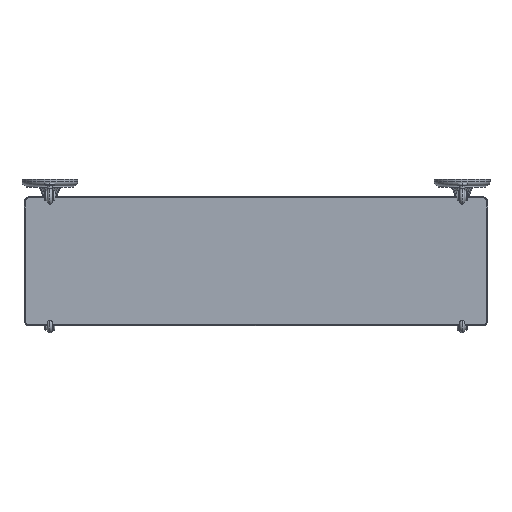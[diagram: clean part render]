
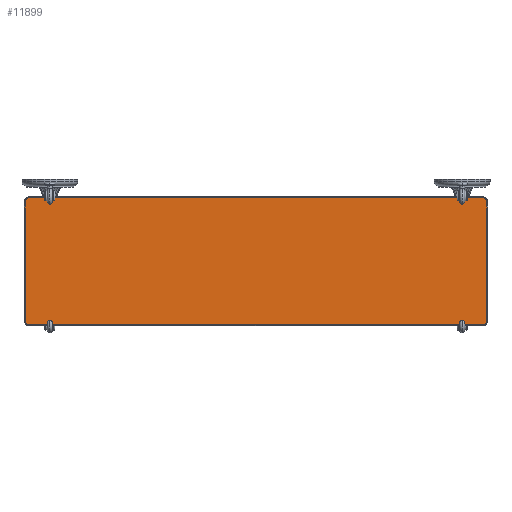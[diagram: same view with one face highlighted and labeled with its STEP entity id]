
A CAD part, top view. The second image highlights one B-rep face of the part: STEP entity #11899.
In plain terms, the highlighted planar face has unit normal (0, 0, 1).
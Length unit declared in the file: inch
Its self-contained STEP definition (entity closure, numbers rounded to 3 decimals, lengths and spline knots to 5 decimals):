
#640=CARTESIAN_POINT('',(16.80353,-0.72855,2.6819));
#641=DIRECTION('',(0.,0.,-1.));
#642=DIRECTION('',(0.,1.,0.));
#643=AXIS2_PLACEMENT_3D('',#640,#641,#642);
#645=CARTESIAN_POINT('',(16.80353,-0.72855,2.6819));
#646=DIRECTION('',(0.,0.,-1.));
#647=DIRECTION('',(0.707,0.707,0.));
#648=AXIS2_PLACEMENT_3D('',#645,#646,#647);
#650=CARTESIAN_POINT('',(16.80353,-5.33455,2.6819));
#651=DIRECTION('',(0.,0.,-1.));
#652=DIRECTION('',(1.,0.,0.));
#653=AXIS2_PLACEMENT_3D('',#650,#651,#652);
#655=CARTESIAN_POINT('',(16.80353,-5.33455,2.6819));
#656=DIRECTION('',(0.,0.,-1.));
#657=DIRECTION('',(0.707,-0.707,0.));
#658=AXIS2_PLACEMENT_3D('',#655,#656,#657);
#660=DIRECTION('',(-1.,0.,0.));
#661=VECTOR('',#660,17.60706);
#662=CARTESIAN_POINT('',(16.80353,-5.49255,2.6819));
#663=LINE('',#662,#661);
#664=CARTESIAN_POINT('',(-0.80353,-5.33455,
2.6819));
#665=DIRECTION('',(0.,0.,-1.));
#666=DIRECTION('',(0.,-1.,0.));
#667=AXIS2_PLACEMENT_3D('',#664,#665,#666);
#669=CARTESIAN_POINT('',(-0.80353,-5.33455,
2.6819));
#670=DIRECTION('',(0.,0.,-1.));
#671=DIRECTION('',(-0.707,-0.707,0.));
#672=AXIS2_PLACEMENT_3D('',#669,#670,#671);
#674=CARTESIAN_POINT('',(-0.80353,-0.72855,
2.6819));
#675=DIRECTION('',(0.,0.,-1.));
#676=DIRECTION('',(-1.,0.,0.));
#677=AXIS2_PLACEMENT_3D('',#674,#675,#676);
#679=CARTESIAN_POINT('',(-0.80353,-0.72855,
2.6819));
#680=DIRECTION('',(0.,0.,-1.));
#681=DIRECTION('',(-0.707,0.707,0.));
#682=AXIS2_PLACEMENT_3D('',#679,#680,#681);
#684=DIRECTION('',(-1.,0.,0.));
#685=VECTOR('',#684,17.60706);
#686=CARTESIAN_POINT('',(16.80353,-0.57055,2.6819));
#687=LINE('',#686,#685);
#3703=DIRECTION('',(0.,1.,0.));
#3704=VECTOR('',#3703,4.606);
#3705=CARTESIAN_POINT('',(16.96153,-5.33455,2.6819));
#3706=LINE('',#3705,#3704);
#5081=DIRECTION('',(0.,-1.,0.));
#5082=VECTOR('',#5081,4.606);
#5083=CARTESIAN_POINT('',(-0.96153,-0.72855,
2.6819));
#5084=LINE('',#5083,#5082);
#9174=CARTESIAN_POINT('',(16.80353,-5.49255,2.6819));
#9175=CARTESIAN_POINT('',(-0.80353,-5.49255,
2.6819));
#9176=VERTEX_POINT('',#9174);
#9177=VERTEX_POINT('',#9175);
#9178=CARTESIAN_POINT('',(-0.91525,-5.44627,
2.6819));
#9179=VERTEX_POINT('',#9178);
#9180=CARTESIAN_POINT('',(-0.96153,-5.33455,
2.6819));
#9181=VERTEX_POINT('',#9180);
#9182=CARTESIAN_POINT('',(-0.96153,-0.72855,
2.6819));
#9183=CARTESIAN_POINT('',(-0.91525,-0.61683,
2.6819));
#9184=VERTEX_POINT('',#9182);
#9185=VERTEX_POINT('',#9183);
#9186=CARTESIAN_POINT('',(-0.80353,-0.57055,
2.6819));
#9187=VERTEX_POINT('',#9186);
#9192=CARTESIAN_POINT('',(16.80353,-0.57055,
2.6819));
#9193=VERTEX_POINT('',#9192);
#10195=CARTESIAN_POINT('',(16.91525,-0.61683,
2.6819));
#10196=VERTEX_POINT('',#10195);
#10197=CARTESIAN_POINT('',(16.96153,-0.72855,
2.6819));
#10198=VERTEX_POINT('',#10197);
#10199=CARTESIAN_POINT('',(16.96153,-5.33455,
2.6819));
#10201=VERTEX_POINT('',#10199);
#10213=CARTESIAN_POINT('',(16.91525,-5.44627,
2.6819));
#10214=VERTEX_POINT('',#10213);
#11869=CARTESIAN_POINT('',(8.,-3.03155,2.6819));
#11870=DIRECTION('',(0.,0.,1.));
#11871=DIRECTION('',(-1.,0.,0.));
#11872=AXIS2_PLACEMENT_3D('',#11869,#11870,#11871);
#11873=PLANE('',#11872);
#11875=ORIENTED_EDGE('',*,*,#11874,.F.);
#11877=ORIENTED_EDGE('',*,*,#11876,.T.);
#11879=ORIENTED_EDGE('',*,*,#11878,.T.);
#11881=ORIENTED_EDGE('',*,*,#11880,.F.);
#11883=ORIENTED_EDGE('',*,*,#11882,.T.);
#11885=ORIENTED_EDGE('',*,*,#11884,.T.);
#11886=ORIENTED_EDGE('',*,*,#11851,.T.);
#11888=ORIENTED_EDGE('',*,*,#11887,.T.);
#11890=ORIENTED_EDGE('',*,*,#11889,.T.);
#11892=ORIENTED_EDGE('',*,*,#11891,.F.);
#11894=ORIENTED_EDGE('',*,*,#11893,.T.);
#11896=ORIENTED_EDGE('',*,*,#11895,.T.);
#11897=EDGE_LOOP('',(#11875,#11877,#11879,#11881,#11883,#11885,#11886,#11888,
#11890,#11892,#11894,#11896));
#11898=FACE_OUTER_BOUND('',#11897,.F.);
#11899=ADVANCED_FACE('',(#11898),#11873,.T.);
#644=CIRCLE('',#643,0.158);
#649=CIRCLE('',#648,0.158);
#654=CIRCLE('',#653,0.158);
#659=CIRCLE('',#658,0.158);
#668=CIRCLE('',#667,0.158);
#673=CIRCLE('',#672,0.158);
#678=CIRCLE('',#677,0.158);
#683=CIRCLE('',#682,0.158);
#11851=EDGE_CURVE('',#9176,#9177,#663,.T.);
#11874=EDGE_CURVE('',#9193,#9187,#687,.T.);
#11876=EDGE_CURVE('',#9193,#10196,#644,.T.);
#11878=EDGE_CURVE('',#10196,#10198,#649,.T.);
#11880=EDGE_CURVE('',#10201,#10198,#3706,.T.);
#11882=EDGE_CURVE('',#10201,#10214,#654,.T.);
#11884=EDGE_CURVE('',#10214,#9176,#659,.T.);
#11887=EDGE_CURVE('',#9177,#9179,#668,.T.);
#11889=EDGE_CURVE('',#9179,#9181,#673,.T.);
#11891=EDGE_CURVE('',#9184,#9181,#5084,.T.);
#11893=EDGE_CURVE('',#9184,#9185,#678,.T.);
#11895=EDGE_CURVE('',#9185,#9187,#683,.T.);
